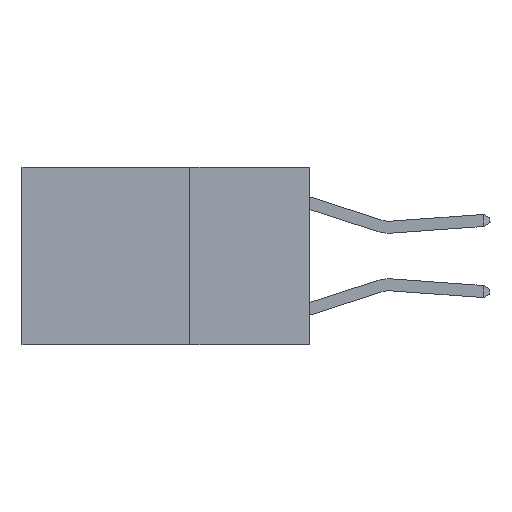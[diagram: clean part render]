
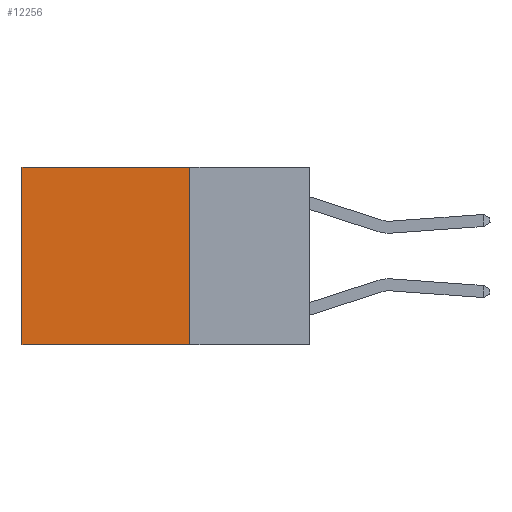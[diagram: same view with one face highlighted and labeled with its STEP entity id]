
A CAD part, left-side view. The second image highlights one B-rep face of the part: STEP entity #12256.
In plain terms, the highlighted planar face has unit normal (-1, 0, 0).
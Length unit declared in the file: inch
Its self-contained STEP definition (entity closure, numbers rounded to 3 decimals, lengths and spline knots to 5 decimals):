
#59 = CARTESIAN_POINT ( 'NONE',  ( 0.2625, 0.25, 0. ) ) ;
#164 = DIRECTION ( 'NONE',  ( 0., 0., -1. ) ) ;
#199 = CARTESIAN_POINT ( 'NONE',  ( 0.2625, 0.6, 0. ) ) ;
#504 = VECTOR ( 'NONE', #1088, 39.37008 ) ;
#633 = DIRECTION ( 'NONE',  ( 0., 0., -1. ) ) ;
#1088 = DIRECTION ( 'NONE',  ( 0., 1., 0. ) ) ;
#1559 = VERTEX_POINT ( 'NONE', #10729 ) ;
#1582 = EDGE_CURVE ( 'NONE', #7145, #11614, #11035, .T. ) ;
#1644 = VERTEX_POINT ( 'NONE', #199 ) ;
#1650 = FACE_OUTER_BOUND ( 'NONE', #8758, .T. ) ;
#1792 = ORIENTED_EDGE ( 'NONE', *, *, #8008, .T. ) ;
#1984 = ORIENTED_EDGE ( 'NONE', *, *, #1582, .F. ) ;
#2554 = ORIENTED_EDGE ( 'NONE', *, *, #8286, .F. ) ;
#2729 = ORIENTED_EDGE ( 'NONE', *, *, #5678, .T. ) ;
#3172 = LINE ( 'NONE', #12026, #8001 ) ;
#3650 = PLANE ( 'NONE',  #11347 ) ;
#4012 = VECTOR ( 'NONE', #164, 39.37008 ) ;
#4361 = CARTESIAN_POINT ( 'NONE',  ( 0.2625, 0.6, 0. ) ) ;
#4660 = DIRECTION ( 'NONE',  ( 1., 0., 0. ) ) ;
#4912 = CARTESIAN_POINT ( 'NONE',  ( 0.2625, 0.25, -0.37 ) ) ;
#5214 = CARTESIAN_POINT ( 'NONE',  ( 0.2625, 0.25, -0.37 ) ) ;
#5678 = EDGE_CURVE ( 'NONE', #1559, #1644, #5916, .T. ) ;
#5916 = LINE ( 'NONE', #59, #504 ) ;
#6596 = LINE ( 'NONE', #4361, #4012 ) ;
#7145 = VERTEX_POINT ( 'NONE', #4912 ) ;
#8001 = VECTOR ( 'NONE', #633, 39.37008 ) ;
#8008 = EDGE_CURVE ( 'NONE', #1644, #11614, #6596, .T. ) ;
#8286 = EDGE_CURVE ( 'NONE', #1559, #7145, #3172, .T. ) ;
#8386 = VECTOR ( 'NONE', #11619, 39.37008 ) ;
#8758 = EDGE_LOOP ( 'NONE', ( #1792, #1984, #2554, #2729 ) ) ;
#9329 = CARTESIAN_POINT ( 'NONE',  ( 0.2625, 0.25, 0. ) ) ;
#9697 = CARTESIAN_POINT ( 'NONE',  ( 0.2625, 0.6, -0.37 ) ) ;
#10729 = CARTESIAN_POINT ( 'NONE',  ( 0.2625, 0.25, 0. ) ) ;
#11035 = LINE ( 'NONE', #5214, #8386 ) ;
#11082 = DIRECTION ( 'NONE',  ( 0., 0., -1. ) ) ;
#11347 = AXIS2_PLACEMENT_3D ( 'NONE', #9329, #4660, #11082 ) ;
#11614 = VERTEX_POINT ( 'NONE', #9697 ) ;
#11619 = DIRECTION ( 'NONE',  ( 0., 1., 0. ) ) ;
#12026 = CARTESIAN_POINT ( 'NONE',  ( 0.2625, 0.25, 0. ) ) ;
#12256 = ADVANCED_FACE ( 'NONE', ( #1650 ), #3650, .F. ) ;
